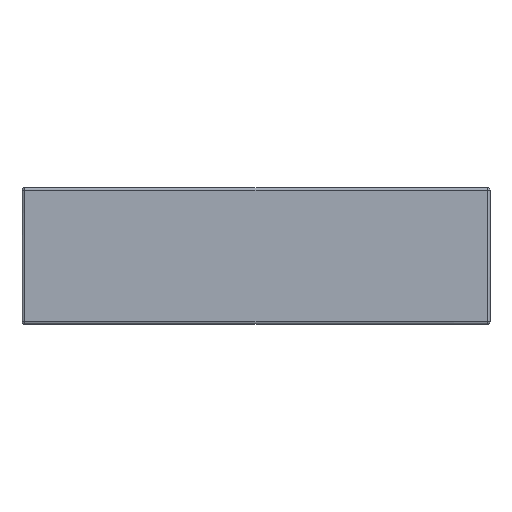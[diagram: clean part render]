
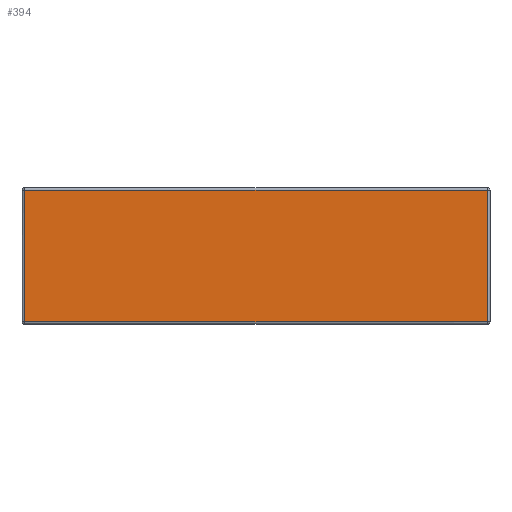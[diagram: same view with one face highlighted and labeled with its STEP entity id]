
A CAD part, top view. The second image highlights one B-rep face of the part: STEP entity #394.
In plain terms, the highlighted planar face has unit normal (0, 0, 1).
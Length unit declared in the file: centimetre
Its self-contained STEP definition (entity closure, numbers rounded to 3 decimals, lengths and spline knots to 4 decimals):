
#394=ADVANCED_FACE('',(#644),#3696,.T.);
#644=FACE_OUTER_BOUND('',#894,.T.);
#894=EDGE_LOOP('',(#1176,#1177,#1178,#1179));
#1176=ORIENTED_EDGE('',*,*,#2229,.F.);
#1177=ORIENTED_EDGE('',*,*,#2226,.F.);
#1178=ORIENTED_EDGE('',*,*,#2247,.F.);
#1179=ORIENTED_EDGE('',*,*,#2236,.F.);
#2226=EDGE_CURVE('',#3339,#3334,#2777,.T.);
#2229=EDGE_CURVE('',#3334,#3337,#2779,.T.);
#2236=EDGE_CURVE('',#3337,#3343,#2783,.T.);
#2247=EDGE_CURVE('',#3343,#3339,#2789,.T.);
#2777=B_SPLINE_CURVE_WITH_KNOTS('',1,(#4597,#4598),.UNSPECIFIED.,.F.,.F.,
(2,2),(-1047.,-20.),.UNSPECIFIED.);
#2779=B_SPLINE_CURVE_WITH_KNOTS('',1,(#4604,#4605),.UNSPECIFIED.,.F.,.F.,
(2,2),(-3638.,-20.),.UNSPECIFIED.);
#2783=B_SPLINE_CURVE_WITH_KNOTS('',1,(#4621,#4622),.UNSPECIFIED.,.F.,.F.,
(2,2),(-1047.,-20.),.UNSPECIFIED.);
#2789=B_SPLINE_CURVE_WITH_KNOTS('',1,(#4648,#4649),.UNSPECIFIED.,.F.,.F.,
(2,2),(-3638.,-20.),.UNSPECIFIED.);
#3334=VERTEX_POINT('',#4562);
#3337=VERTEX_POINT('',#4565);
#3339=VERTEX_POINT('',#4567);
#3343=VERTEX_POINT('',#4571);
#3696=PLANE('',#3995);
#3995=AXIS2_PLACEMENT_3D('',#4554,#4244,$);
#4244=DIRECTION('',(0.,0.,1.));
#4554=CARTESIAN_POINT('',(-54.7657,-22.9,72.1));
#4562=CARTESIAN_POINT('',(309.0343,-20.9,72.1));
#4565=CARTESIAN_POINT('',(-52.7657,-20.9,72.1));
#4567=CARTESIAN_POINT('',(309.0343,81.8,72.1));
#4571=CARTESIAN_POINT('',(-52.7657,81.8,72.1));
#4597=CARTESIAN_POINT('',(309.0343,81.8,72.1));
#4598=CARTESIAN_POINT('',(309.0343,-20.9,72.1));
#4604=CARTESIAN_POINT('',(309.0343,-20.9,72.1));
#4605=CARTESIAN_POINT('',(-52.7657,-20.9,72.1));
#4621=CARTESIAN_POINT('',(-52.7657,-20.9,72.1));
#4622=CARTESIAN_POINT('',(-52.7657,81.8,72.1));
#4648=CARTESIAN_POINT('',(-52.7657,81.8,72.1));
#4649=CARTESIAN_POINT('',(309.0343,81.8,72.1));
